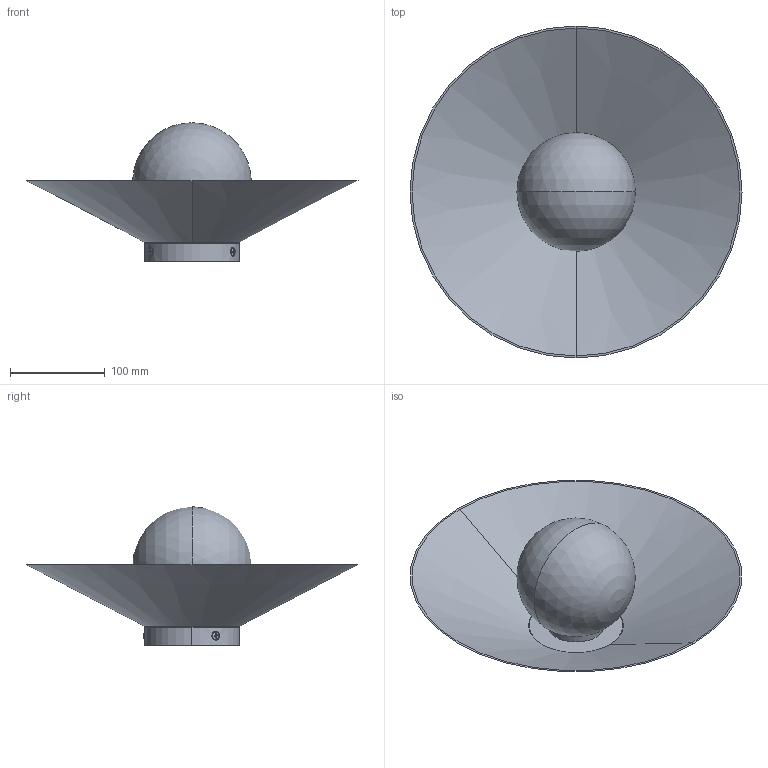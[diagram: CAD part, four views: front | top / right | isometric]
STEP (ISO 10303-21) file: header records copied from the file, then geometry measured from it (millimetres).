
FILE_DESCRIPTION (( 'STEP AP203' ), '1' );
FILE_NAME ('AO 007 W1._exported.step', '2025-02-09T09:07:54', ( '' ), ( '' ), 'SwSTEP 2.0', 'SolidWorks 2023', '' );
FILE_SCHEMA (( 'CONFIG_CONTROL_DESIGN' ));
Length unit declared in the file: millimetre
Products named in the file (1): AO 007 W1._exported
Bounding box: 350 x 350 x 146 mm (x, y, z)
Surface area: 284410.3 mm2 (no closed solid volume)
Topology: 0 solids, 8 shells, 98 faces, 315 edges, 223 vertices
Faces by surface type: cylinder 44, plane 20, cone 14, torus 12, sphere 8
Entity records: 4293 total; most frequent: CARTESIAN_POINT 1388, DIRECTION 669, ORIENTED_EDGE 494, EDGE_CURVE 310, AXIS2_PLACEMENT_3D 291, VERTEX_POINT 220, CIRCLE 192, EDGE_LOOP 120
